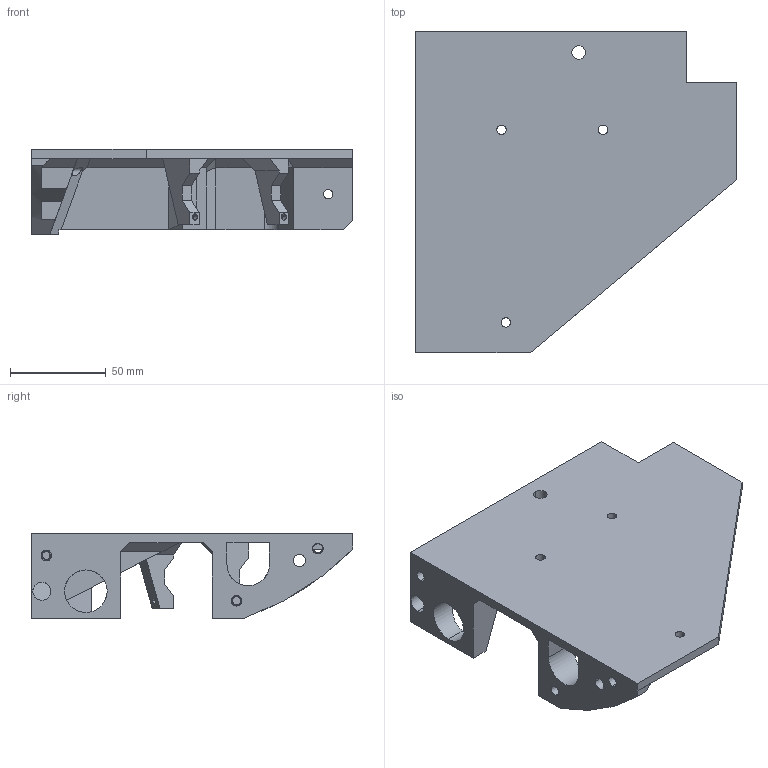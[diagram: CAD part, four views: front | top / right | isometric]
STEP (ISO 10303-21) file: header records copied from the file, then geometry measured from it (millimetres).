
FILE_DESCRIPTION (( 'STEP AP214' ), '1' );
FILE_NAME ('Spin Panel Module Bracket.STEP', '2021-10-05T20:26:11', ( '' ), ( '' ), 'SwSTEP 2.0', 'SolidWorks 2021', '' );
FILE_SCHEMA (( 'AUTOMOTIVE_DESIGN' ));
Length unit declared in the file: inch
Products named in the file (1): Spin Panel Module Bracket
Bounding box: 167.94 x 168.29 x 44.51 mm (x, y, z)
Volume: 210439.3 mm3; surface area: 78123.4 mm2
Topology: 1 solids, 1 shells, 131 faces, 351 edges, 229 vertices
Faces by surface type: plane 89, cylinder 29, cone 13
Entity records: 4148 total; most frequent: CARTESIAN_POINT 775, ORIENTED_EDGE 702, DIRECTION 665, EDGE_CURVE 351, VECTOR 259, LINE 259, VERTEX_POINT 229, AXIS2_PLACEMENT_3D 203
